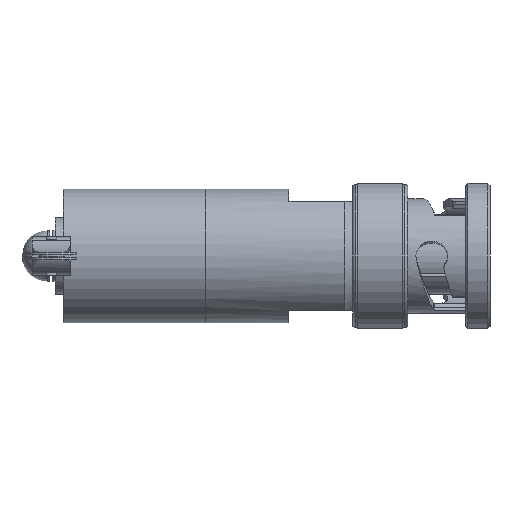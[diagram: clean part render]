
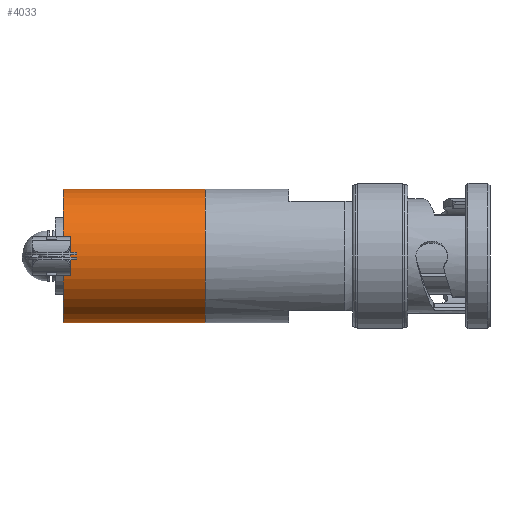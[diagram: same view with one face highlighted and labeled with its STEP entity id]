
A CAD part, front view. The second image highlights one B-rep face of the part: STEP entity #4033.
In plain terms, the highlighted cylindrical face has radius 6.668 mm (diameter 13.335 mm), a partial arc.
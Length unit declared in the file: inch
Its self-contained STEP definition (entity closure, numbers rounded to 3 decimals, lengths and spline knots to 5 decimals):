
#171 = EDGE_CURVE ( 'NONE', #4641, #4437, #2948, .T. ) ;
#336 = AXIS2_PLACEMENT_3D ( 'NONE', #1546, #5128, #8741 ) ;
#430 = VECTOR ( 'NONE', #6199, 39.37008 ) ;
#1425 = EDGE_LOOP ( 'NONE', ( #5155, #6069, #8761, #3402 ) ) ;
#1546 = CARTESIAN_POINT ( 'NONE',  ( 0., 0., 0. ) ) ;
#1761 = DIRECTION ( 'NONE',  ( -1., 0., 0. ) ) ;
#2334 = AXIS2_PLACEMENT_3D ( 'NONE', #4929, #8538, #2336 ) ;
#2336 = DIRECTION ( 'NONE',  ( 0., 0., -1. ) ) ;
#2708 = CYLINDRICAL_SURFACE ( 'NONE', #8289, 0.2625 ) ;
#2948 = CIRCLE ( 'NONE', #336, 0.2625 ) ;
#3402 = ORIENTED_EDGE ( 'NONE', *, *, #171, .T. ) ;
#3908 = CARTESIAN_POINT ( 'NONE',  ( 0., 0., 0.2625 ) ) ;
#4033 = ADVANCED_FACE ( 'NONE', ( #5342 ), #2708, .T. ) ;
#4437 = VERTEX_POINT ( 'NONE', #4808 ) ;
#4641 = VERTEX_POINT ( 'NONE', #3908 ) ;
#4808 = CARTESIAN_POINT ( 'NONE',  ( 0., 0., -0.2625 ) ) ;
#4929 = CARTESIAN_POINT ( 'NONE',  ( 0.55717, 0., 0. ) ) ;
#5128 = DIRECTION ( 'NONE',  ( 1., 0., 0. ) ) ;
#5155 = ORIENTED_EDGE ( 'NONE', *, *, #10947, .F. ) ;
#5280 = EDGE_CURVE ( 'NONE', #10304, #4641, #10720, .T. ) ;
#5342 = FACE_OUTER_BOUND ( 'NONE', #1425, .T. ) ;
#5606 = VERTEX_POINT ( 'NONE', #11458 ) ;
#6069 = ORIENTED_EDGE ( 'NONE', *, *, #6464, .F. ) ;
#6183 = DIRECTION ( 'NONE',  ( -1., 0., 0. ) ) ;
#6199 = DIRECTION ( 'NONE',  ( -1., 0., 0. ) ) ;
#6464 = EDGE_CURVE ( 'NONE', #10304, #5606, #6500, .T. ) ;
#6500 = CIRCLE ( 'NONE', #2334, 0.2625 ) ;
#6971 = CARTESIAN_POINT ( 'NONE',  ( 0.55717, 0., -0.2625 ) ) ;
#7362 = VECTOR ( 'NONE', #6183, 39.37008 ) ;
#7721 = CARTESIAN_POINT ( 'NONE',  ( 0.55717, 0., 0.2625 ) ) ;
#8143 = CARTESIAN_POINT ( 'NONE',  ( 0.55717, 0., 0.2625 ) ) ;
#8289 = AXIS2_PLACEMENT_3D ( 'NONE', #11472, #1761, #8955 ) ;
#8538 = DIRECTION ( 'NONE',  ( 1., 0., 0. ) ) ;
#8741 = DIRECTION ( 'NONE',  ( 0., 0., -1. ) ) ;
#8761 = ORIENTED_EDGE ( 'NONE', *, *, #5280, .T. ) ;
#8955 = DIRECTION ( 'NONE',  ( 0., 0., 1. ) ) ;
#10304 = VERTEX_POINT ( 'NONE', #7721 ) ;
#10440 = LINE ( 'NONE', #6971, #430 ) ;
#10720 = LINE ( 'NONE', #8143, #7362 ) ;
#10947 = EDGE_CURVE ( 'NONE', #5606, #4437, #10440, .T. ) ;
#11458 = CARTESIAN_POINT ( 'NONE',  ( 0.55717, 0., -0.2625 ) ) ;
#11472 = CARTESIAN_POINT ( 'NONE',  ( 0.55717, 0., 0. ) ) ;
